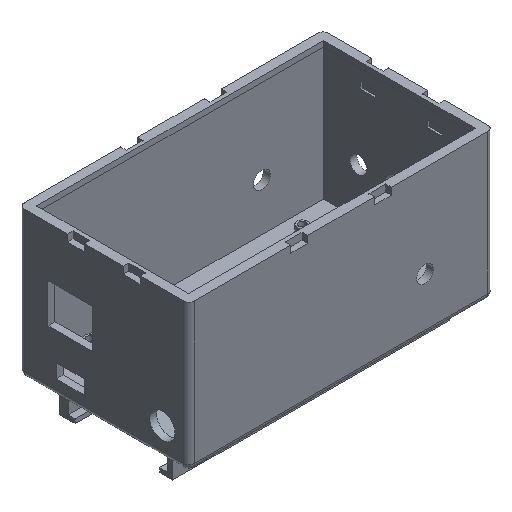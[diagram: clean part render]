
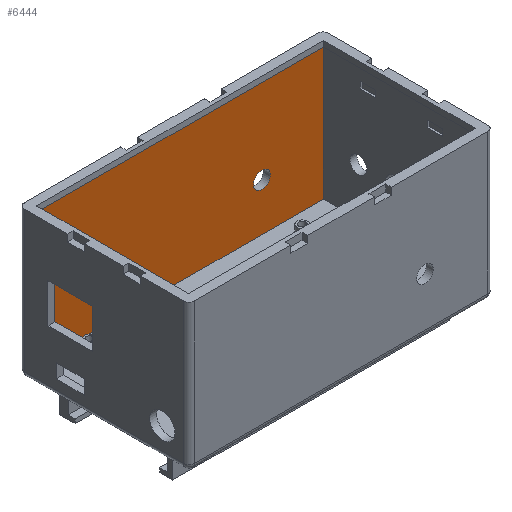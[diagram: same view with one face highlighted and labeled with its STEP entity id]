
A CAD part, isometric view. The second image highlights one B-rep face of the part: STEP entity #6444.
In plain terms, the highlighted planar face has unit normal (0, -1, 0).
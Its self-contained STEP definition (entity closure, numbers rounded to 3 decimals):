
#2169 = PLANE('',#2170);
#2170 = AXIS2_PLACEMENT_3D('',#2171,#2172,#2173);
#2171 = CARTESIAN_POINT('',(-52.1,28.,-25.));
#2172 = DIRECTION('',(1.,0.,-0.));
#2173 = DIRECTION('',(0.,-1.,0.));
#3053 = CYLINDRICAL_SURFACE('',#3054,3.);
#3054 = AXIS2_PLACEMENT_3D('',#3055,#3056,#3057);
#3055 = CARTESIAN_POINT('',(30.1,0.,-8.));
#3056 = DIRECTION('',(0.,-1.,0.));
#3057 = DIRECTION('',(1.,0.,0.));
#4305 = PLANE('',#4306);
#4306 = AXIS2_PLACEMENT_3D('',#4307,#4308,#4309);
#4307 = CARTESIAN_POINT('',(0.,0.,23.));
#4308 = DIRECTION('',(0.,0.,1.));
#4309 = DIRECTION('',(1.,0.,-0.));
#4770 = VERTEX_POINT('',#4771);
#4771 = CARTESIAN_POINT('',(-52.1,28.,-25.));
#4787 = PLANE('',#4788);
#4788 = AXIS2_PLACEMENT_3D('',#4789,#4790,#4791);
#4789 = CARTESIAN_POINT('',(0.,0.,-25.));
#4790 = DIRECTION('',(0.,0.,1.));
#4791 = DIRECTION('',(1.,0.,-0.));
#4799 = EDGE_CURVE('',#4770,#4800,#4802,.T.);
#4800 = VERTEX_POINT('',#4801);
#4801 = CARTESIAN_POINT('',(-52.1,28.,23.));
#4802 = SURFACE_CURVE('',#4803,(#4807,#4814),.PCURVE_S1.);
#4803 = LINE('',#4804,#4805);
#4804 = CARTESIAN_POINT('',(-52.1,28.,-25.));
#4805 = VECTOR('',#4806,1.);
#4806 = DIRECTION('',(0.,0.,1.));
#4807 = PCURVE('',#2169,#4808);
#4808 = DEFINITIONAL_REPRESENTATION('',(#4809),#4813);
#4809 = LINE('',#4810,#4811);
#4810 = CARTESIAN_POINT('',(0.,0.));
#4811 = VECTOR('',#4812,1.);
#4812 = DIRECTION('',(0.,-1.));
#4813 = ( GEOMETRIC_REPRESENTATION_CONTEXT(2) 
PARAMETRIC_REPRESENTATION_CONTEXT() REPRESENTATION_CONTEXT('2D SPACE',''
  ) );
#4814 = PCURVE('',#4815,#4820);
#4815 = PLANE('',#4816);
#4816 = AXIS2_PLACEMENT_3D('',#4817,#4818,#4819);
#4817 = CARTESIAN_POINT('',(52.1,28.,-25.));
#4818 = DIRECTION('',(0.,-1.,0.));
#4819 = DIRECTION('',(-1.,0.,0.));
#4820 = DEFINITIONAL_REPRESENTATION('',(#4821),#4825);
#4821 = LINE('',#4822,#4823);
#4822 = CARTESIAN_POINT('',(104.2,0.));
#4823 = VECTOR('',#4824,1.);
#4824 = DIRECTION('',(0.,-1.));
#4825 = ( GEOMETRIC_REPRESENTATION_CONTEXT(2) 
PARAMETRIC_REPRESENTATION_CONTEXT() REPRESENTATION_CONTEXT('2D SPACE',''
  ) );
#5252 = EDGE_CURVE('',#5253,#5253,#5255,.T.);
#5253 = VERTEX_POINT('',#5254);
#5254 = CARTESIAN_POINT('',(33.1,28.,-8.));
#5255 = SURFACE_CURVE('',#5256,(#5261,#5268),.PCURVE_S1.);
#5256 = CIRCLE('',#5257,3.);
#5257 = AXIS2_PLACEMENT_3D('',#5258,#5259,#5260);
#5258 = CARTESIAN_POINT('',(30.1,28.,-8.));
#5259 = DIRECTION('',(0.,-1.,0.));
#5260 = DIRECTION('',(1.,0.,0.));
#5261 = PCURVE('',#3053,#5262);
#5262 = DEFINITIONAL_REPRESENTATION('',(#5263),#5267);
#5263 = LINE('',#5264,#5265);
#5264 = CARTESIAN_POINT('',(0.,-28.));
#5265 = VECTOR('',#5266,1.);
#5266 = DIRECTION('',(1.,0.));
#5267 = ( GEOMETRIC_REPRESENTATION_CONTEXT(2) 
PARAMETRIC_REPRESENTATION_CONTEXT() REPRESENTATION_CONTEXT('2D SPACE',''
  ) );
#5268 = PCURVE('',#4815,#5269);
#5269 = DEFINITIONAL_REPRESENTATION('',(#5270),#5274);
#5270 = CIRCLE('',#5271,3.);
#5271 = AXIS2_PLACEMENT_2D('',#5272,#5273);
#5272 = CARTESIAN_POINT('',(22.,-17.));
#5273 = DIRECTION('',(-1.,-0.));
#5274 = ( GEOMETRIC_REPRESENTATION_CONTEXT(2) 
PARAMETRIC_REPRESENTATION_CONTEXT() REPRESENTATION_CONTEXT('2D SPACE',''
  ) );
#5405 = PLANE('',#5406);
#5406 = AXIS2_PLACEMENT_3D('',#5407,#5408,#5409);
#5407 = CARTESIAN_POINT('',(52.1,-28.,-25.));
#5408 = DIRECTION('',(-1.,0.,0.));
#5409 = DIRECTION('',(0.,1.,0.));
#5618 = VERTEX_POINT('',#5619);
#5619 = CARTESIAN_POINT('',(52.1,28.,23.));
#5640 = EDGE_CURVE('',#5618,#4800,#5641,.T.);
#5641 = SURFACE_CURVE('',#5642,(#5646,#5653),.PCURVE_S1.);
#5642 = LINE('',#5643,#5644);
#5643 = CARTESIAN_POINT('',(52.1,28.,23.));
#5644 = VECTOR('',#5645,1.);
#5645 = DIRECTION('',(-1.,0.,0.));
#5646 = PCURVE('',#4305,#5647);
#5647 = DEFINITIONAL_REPRESENTATION('',(#5648),#5652);
#5648 = LINE('',#5649,#5650);
#5649 = CARTESIAN_POINT('',(52.1,28.));
#5650 = VECTOR('',#5651,1.);
#5651 = DIRECTION('',(-1.,0.));
#5652 = ( GEOMETRIC_REPRESENTATION_CONTEXT(2) 
PARAMETRIC_REPRESENTATION_CONTEXT() REPRESENTATION_CONTEXT('2D SPACE',''
  ) );
#5653 = PCURVE('',#4815,#5654);
#5654 = DEFINITIONAL_REPRESENTATION('',(#5655),#5659);
#5655 = LINE('',#5656,#5657);
#5656 = CARTESIAN_POINT('',(0.,-48.));
#5657 = VECTOR('',#5658,1.);
#5658 = DIRECTION('',(1.,0.));
#5659 = ( GEOMETRIC_REPRESENTATION_CONTEXT(2) 
PARAMETRIC_REPRESENTATION_CONTEXT() REPRESENTATION_CONTEXT('2D SPACE',''
  ) );
#6215 = VERTEX_POINT('',#6216);
#6216 = CARTESIAN_POINT('',(52.1,28.,-25.));
#6237 = EDGE_CURVE('',#6215,#4770,#6238,.T.);
#6238 = SURFACE_CURVE('',#6239,(#6243,#6250),.PCURVE_S1.);
#6239 = LINE('',#6240,#6241);
#6240 = CARTESIAN_POINT('',(52.1,28.,-25.));
#6241 = VECTOR('',#6242,1.);
#6242 = DIRECTION('',(-1.,0.,0.));
#6243 = PCURVE('',#4787,#6244);
#6244 = DEFINITIONAL_REPRESENTATION('',(#6245),#6249);
#6245 = LINE('',#6246,#6247);
#6246 = CARTESIAN_POINT('',(52.1,28.));
#6247 = VECTOR('',#6248,1.);
#6248 = DIRECTION('',(-1.,0.));
#6249 = ( GEOMETRIC_REPRESENTATION_CONTEXT(2) 
PARAMETRIC_REPRESENTATION_CONTEXT() REPRESENTATION_CONTEXT('2D SPACE',''
  ) );
#6250 = PCURVE('',#4815,#6251);
#6251 = DEFINITIONAL_REPRESENTATION('',(#6252),#6256);
#6252 = LINE('',#6253,#6254);
#6253 = CARTESIAN_POINT('',(0.,-0.));
#6254 = VECTOR('',#6255,1.);
#6255 = DIRECTION('',(1.,0.));
#6256 = ( GEOMETRIC_REPRESENTATION_CONTEXT(2) 
PARAMETRIC_REPRESENTATION_CONTEXT() REPRESENTATION_CONTEXT('2D SPACE',''
  ) );
#6444 = ADVANCED_FACE('',(#6445,#6471),#4815,.T.);
#6445 = FACE_BOUND('',#6446,.T.);
#6446 = EDGE_LOOP('',(#6447,#6448,#6469,#6470));
#6447 = ORIENTED_EDGE('',*,*,#6237,.F.);
#6448 = ORIENTED_EDGE('',*,*,#6449,.T.);
#6449 = EDGE_CURVE('',#6215,#5618,#6450,.T.);
#6450 = SURFACE_CURVE('',#6451,(#6455,#6462),.PCURVE_S1.);
#6451 = LINE('',#6452,#6453);
#6452 = CARTESIAN_POINT('',(52.1,28.,-25.));
#6453 = VECTOR('',#6454,1.);
#6454 = DIRECTION('',(0.,0.,1.));
#6455 = PCURVE('',#4815,#6456);
#6456 = DEFINITIONAL_REPRESENTATION('',(#6457),#6461);
#6457 = LINE('',#6458,#6459);
#6458 = CARTESIAN_POINT('',(0.,-0.));
#6459 = VECTOR('',#6460,1.);
#6460 = DIRECTION('',(0.,-1.));
#6461 = ( GEOMETRIC_REPRESENTATION_CONTEXT(2) 
PARAMETRIC_REPRESENTATION_CONTEXT() REPRESENTATION_CONTEXT('2D SPACE',''
  ) );
#6462 = PCURVE('',#5405,#6463);
#6463 = DEFINITIONAL_REPRESENTATION('',(#6464),#6468);
#6464 = LINE('',#6465,#6466);
#6465 = CARTESIAN_POINT('',(56.,0.));
#6466 = VECTOR('',#6467,1.);
#6467 = DIRECTION('',(0.,-1.));
#6468 = ( GEOMETRIC_REPRESENTATION_CONTEXT(2) 
PARAMETRIC_REPRESENTATION_CONTEXT() REPRESENTATION_CONTEXT('2D SPACE',''
  ) );
#6469 = ORIENTED_EDGE('',*,*,#5640,.T.);
#6470 = ORIENTED_EDGE('',*,*,#4799,.F.);
#6471 = FACE_BOUND('',#6472,.T.);
#6472 = EDGE_LOOP('',(#6473));
#6473 = ORIENTED_EDGE('',*,*,#5252,.F.);
